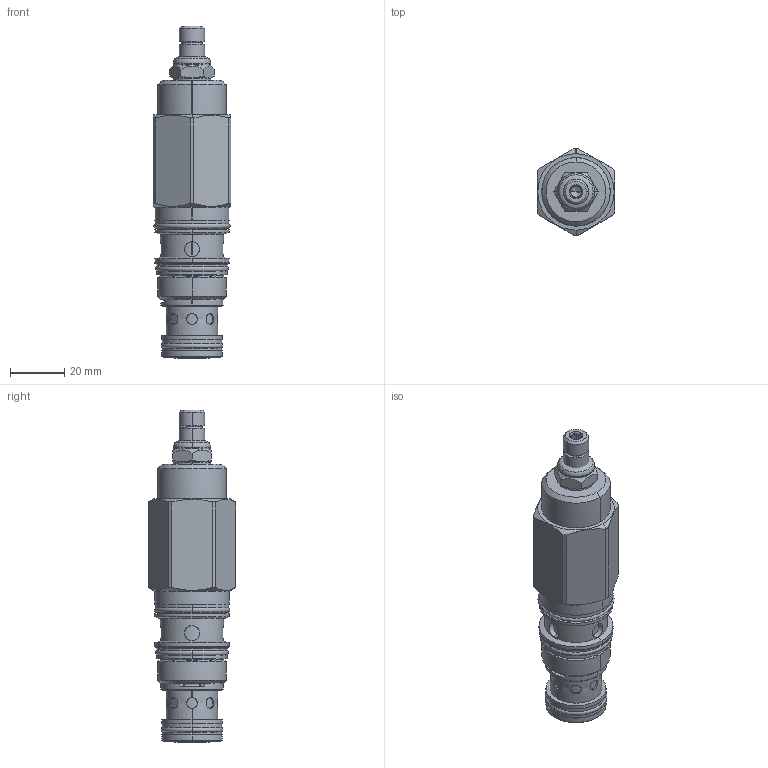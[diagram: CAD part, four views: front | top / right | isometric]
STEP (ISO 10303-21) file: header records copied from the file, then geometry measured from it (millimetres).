
FILE_DESCRIPTION((''),'2;1');
FILE_NAME('PRFBLAN_SW_PRT','2019-04-16T',('charlief'),(''),'PRO/ENGINEER BY PARAMETRIC TECHNOLOGY CORPORATION, 2016010','PRO/ENGINEER BY PARAMETRIC TECHNOLOGY CORPORATION, 2016010','');
FILE_SCHEMA(('CONFIG_CONTROL_DESIGN'));
Products named in the file (1): PRFBLAN_SW_PRT
Bounding box: 28.57 x 32.21 x 122.57 mm (x, y, z)
Surface area: 19022.8 mm2 (no closed solid volume)
Topology: 0 solids, 0 shells, 293 faces, 1374 edges, 1355 vertices
Faces by surface type: bspline 261, torus 32
Entity records: 69705 total; most frequent: CARTESIAN_POINT 57737, DIRECTION 1900, TRIMMED_CURVE 1525, DEFINITIONAL_REPRESENTATION 1338, PCURVE 1338, COMPOSITE_CURVE_SEGMENT 1338, VECTOR 1214, LINE 1214
